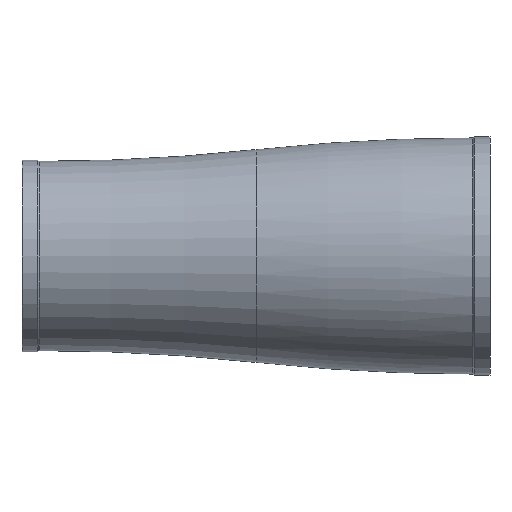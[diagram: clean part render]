
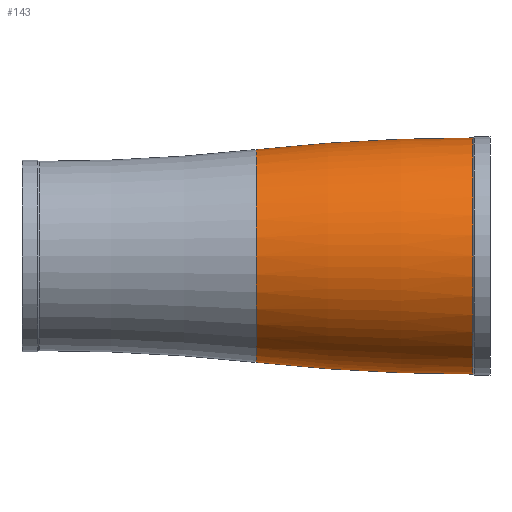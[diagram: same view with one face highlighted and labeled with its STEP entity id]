
A CAD part, front view. The second image highlights one B-rep face of the part: STEP entity #143.
In plain terms, the highlighted toroidal (fillet/blend) face has major radius 446.534 mm and minor radius 474.284 mm.
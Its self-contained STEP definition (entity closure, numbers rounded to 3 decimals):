
#45 = CIRCLE ( 'NONE', #830, 474.284 ) ;
#72 = DIRECTION ( 'NONE',  ( 0., 0., -1. ) ) ;
#89 = CARTESIAN_POINT ( 'NONE',  ( -4., 0., -446.534 ) ) ;
#96 = CIRCLE ( 'NONE', #957, 25. ) ;
#116 = DIRECTION ( 'NONE',  ( 1., 0., 0. ) ) ;
#143 = ADVANCED_FACE ( 'NONE', ( #301 ), #231, .T. ) ;
#158 = VERTEX_POINT ( 'NONE', #307 ) ;
#159 = EDGE_LOOP ( 'NONE', ( #970, #683, #400, #541 ) ) ;
#167 = CARTESIAN_POINT ( 'NONE',  ( -4., 0., -27.75 ) ) ;
#231 = TOROIDAL_SURFACE ( 'NONE', #245, -446.534, 474.284 ) ;
#245 = AXIS2_PLACEMENT_3D ( 'NONE', #709, #359, #72 ) ;
#248 = VERTEX_POINT ( 'NONE', #167 ) ;
#254 = DIRECTION ( 'NONE',  ( 0., 0., 1. ) ) ;
#301 = FACE_OUTER_BOUND ( 'NONE', #159, .T. ) ;
#307 = CARTESIAN_POINT ( 'NONE',  ( -4., 0., 27.75 ) ) ;
#331 = AXIS2_PLACEMENT_3D ( 'NONE', #519, #527, #533 ) ;
#359 = DIRECTION ( 'NONE',  ( 1., 0., 0. ) ) ;
#379 = EDGE_CURVE ( 'NONE', #494, #158, #45, .T. ) ;
#400 = ORIENTED_EDGE ( 'NONE', *, *, #955, .T. ) ;
#410 = EDGE_CURVE ( 'NONE', #494, #593, #96, .T. ) ;
#480 = EDGE_CURVE ( 'NONE', #158, #248, #503, .T. ) ;
#494 = VERTEX_POINT ( 'NONE', #896 ) ;
#496 = AXIS2_PLACEMENT_3D ( 'NONE', #854, #677, #1021 ) ;
#503 = CIRCLE ( 'NONE', #331, 27.75 ) ;
#519 = CARTESIAN_POINT ( 'NONE',  ( -4., 0., 0. ) ) ;
#527 = DIRECTION ( 'NONE',  ( 1., 0., 0. ) ) ;
#533 = DIRECTION ( 'NONE',  ( 0., 0., -1. ) ) ;
#541 = ORIENTED_EDGE ( 'NONE', *, *, #480, .F. ) ;
#593 = VERTEX_POINT ( 'NONE', #813 ) ;
#677 = DIRECTION ( 'NONE',  ( 0., -1., 0. ) ) ;
#683 = ORIENTED_EDGE ( 'NONE', *, *, #410, .T. ) ;
#709 = CARTESIAN_POINT ( 'NONE',  ( -4., 0., 0. ) ) ;
#757 = DIRECTION ( 'NONE',  ( 0., 1., 0. ) ) ;
#769 = CIRCLE ( 'NONE', #496, 474.284 ) ;
#795 = CARTESIAN_POINT ( 'NONE',  ( -55., 0., 0. ) ) ;
#813 = CARTESIAN_POINT ( 'NONE',  ( -55., 0., -25. ) ) ;
#830 = AXIS2_PLACEMENT_3D ( 'NONE', #89, #757, #254 ) ;
#854 = CARTESIAN_POINT ( 'NONE',  ( -4., 0., 446.534 ) ) ;
#896 = CARTESIAN_POINT ( 'NONE',  ( -55., 0., 25. ) ) ;
#955 = EDGE_CURVE ( 'NONE', #593, #248, #769, .T. ) ;
#957 = AXIS2_PLACEMENT_3D ( 'NONE', #795, #116, #973 ) ;
#970 = ORIENTED_EDGE ( 'NONE', *, *, #379, .F. ) ;
#973 = DIRECTION ( 'NONE',  ( 0., 0., -1. ) ) ;
#1021 = DIRECTION ( 'NONE',  ( 0., 0., -1. ) ) ;
